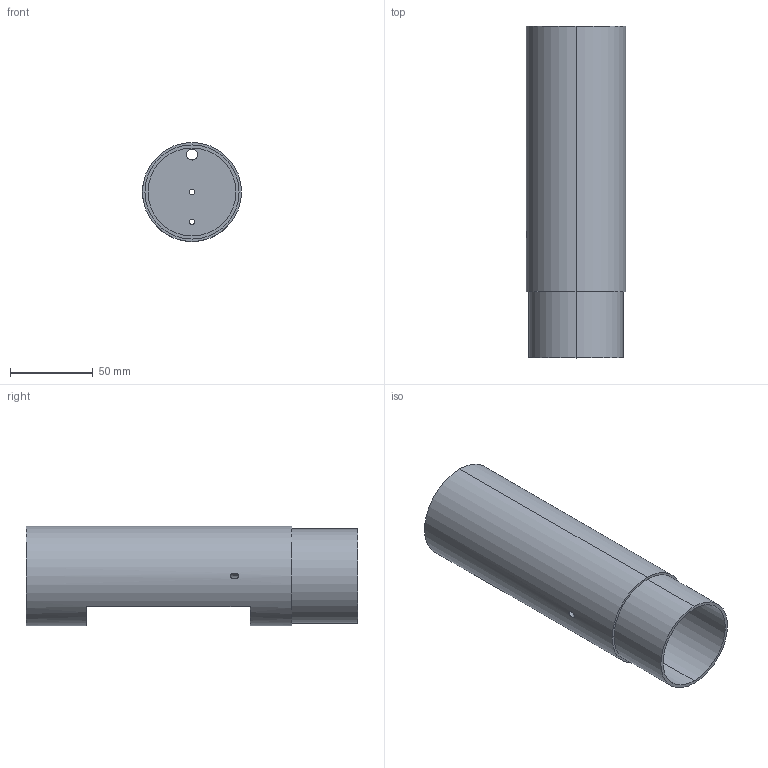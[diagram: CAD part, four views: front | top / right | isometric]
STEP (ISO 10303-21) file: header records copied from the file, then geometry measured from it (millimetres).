
FILE_DESCRIPTION (( 'STEP AP214' ), '1' );
FILE_NAME ('avtube-1.0.STEP', '2024-06-09T19:21:09', ( '' ), ( '' ), 'SwSTEP 2.0', 'SolidWorks 2024', '' );
FILE_SCHEMA (( 'AUTOMOTIVE_DESIGN' ));
Length unit declared in the file: millimetre
Products named in the file (1): avtube-1.0
Bounding box: 59.72 x 200 x 59.72 mm (x, y, z)
Volume: 197717.5 mm3; surface area: 67876.6 mm2
Topology: 1 solids, 1 shells, 53 faces, 129 edges, 86 vertices
Faces by surface type: cylinder 30, plane 23
Entity records: 1676 total; most frequent: CARTESIAN_POINT 325, DIRECTION 293, ORIENTED_EDGE 258, EDGE_CURVE 129, AXIS2_PLACEMENT_3D 114, VERTEX_POINT 86, EDGE_LOOP 73, VECTOR 65
